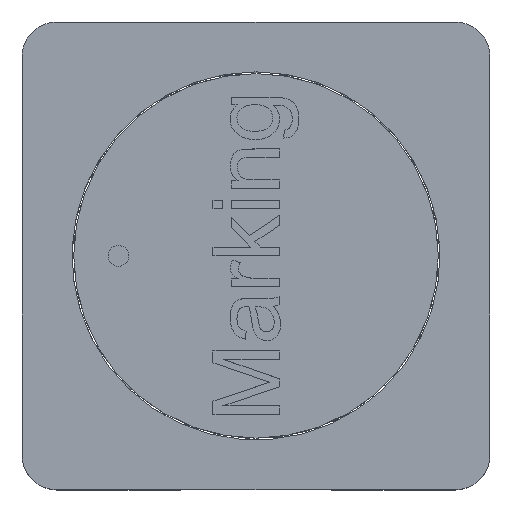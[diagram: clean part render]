
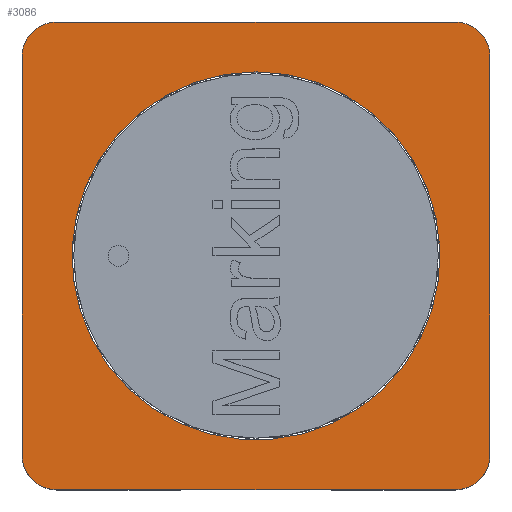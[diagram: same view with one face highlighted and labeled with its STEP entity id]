
A CAD part, top view. The second image highlights one B-rep face of the part: STEP entity #3086.
In plain terms, the highlighted planar face has unit normal (0, 0, 1).
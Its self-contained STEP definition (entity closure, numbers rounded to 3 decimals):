
#58=LINE('',#4359,#290);
#60=LINE('',#4362,#292);
#61=LINE('',#4366,#293);
#62=LINE('',#4367,#294);
#290=VECTOR('',#3457,1000.);
#292=VECTOR('',#3461,1000.);
#293=VECTOR('',#3466,1000.);
#294=VECTOR('',#3467,1000.);
#514=PLANE('',#3243);
#687=ORIENTED_EDGE('',*,*,#1278,.T.);
#688=ORIENTED_EDGE('',*,*,#1281,.T.);
#689=ORIENTED_EDGE('',*,*,#1282,.T.);
#690=ORIENTED_EDGE('',*,*,#1264,.T.);
#691=ORIENTED_EDGE('',*,*,#1283,.T.);
#692=ORIENTED_EDGE('',*,*,#1260,.T.);
#693=ORIENTED_EDGE('',*,*,#1280,.T.);
#694=ORIENTED_EDGE('',*,*,#1256,.T.);
#695=ORIENTED_EDGE('',*,*,#1265,.T.);
#1256=EDGE_CURVE('',#1558,#1560,#1762,.T.);
#1260=EDGE_CURVE('',#1562,#1564,#1764,.T.);
#1264=EDGE_CURVE('',#1566,#1568,#1766,.T.);
#1265=EDGE_CURVE('',#1569,#1569,#1767,.T.);
#1278=EDGE_CURVE('',#1560,#1578,#58,.T.);
#1280=EDGE_CURVE('',#1564,#1558,#60,.T.);
#1281=EDGE_CURVE('',#1578,#1579,#1770,.T.);
#1282=EDGE_CURVE('',#1579,#1566,#61,.T.);
#1283=EDGE_CURVE('',#1568,#1562,#62,.T.);
#1558=VERTEX_POINT('',#4304);
#1560=VERTEX_POINT('',#4308);
#1562=VERTEX_POINT('',#4313);
#1564=VERTEX_POINT('',#4317);
#1566=VERTEX_POINT('',#4322);
#1568=VERTEX_POINT('',#4326);
#1569=VERTEX_POINT('',#4330);
#1578=VERTEX_POINT('',#4358);
#1579=VERTEX_POINT('',#4365);
#1762=CIRCLE('',#3230,0.5);
#1764=CIRCLE('',#3233,0.5);
#1766=CIRCLE('',#3236,0.5);
#1767=CIRCLE('',#3238,2.675);
#1770=CIRCLE('',#3244,0.5);
#1821=EDGE_LOOP('',(#687,#688,#689,#690,#691,#692,#693,#694));
#1822=EDGE_LOOP('',(#695));
#1988=FACE_BOUND('',#1821,.T.);
#1989=FACE_BOUND('',#1822,.T.);
#3086=ADVANCED_FACE('',(#1988,#1989),#514,.T.);
#3230=AXIS2_PLACEMENT_3D('',#4309,#3420,#3421);
#3233=AXIS2_PLACEMENT_3D('',#4318,#3428,#3429);
#3236=AXIS2_PLACEMENT_3D('',#4327,#3436,#3437);
#3238=AXIS2_PLACEMENT_3D('',#4329,#3440,#3441);
#3243=AXIS2_PLACEMENT_3D('',#4363,#3462,#3463);
#3244=AXIS2_PLACEMENT_3D('',#4364,#3464,#3465);
#3420=DIRECTION('',(0.,0.,1.));
#3421=DIRECTION('',(1.,0.,0.));
#3428=DIRECTION('',(0.,0.,1.));
#3429=DIRECTION('',(1.,0.,0.));
#3436=DIRECTION('',(0.,0.,1.));
#3437=DIRECTION('',(1.,0.,0.));
#3440=DIRECTION('',(0.,0.,-1.));
#3441=DIRECTION('',(0.,1.,0.));
#3457=DIRECTION('',(-1.,0.,0.));
#3461=DIRECTION('',(0.,1.,0.));
#3462=DIRECTION('',(0.,0.,1.));
#3463=DIRECTION('',(1.,0.,0.));
#3464=DIRECTION('',(0.,0.,1.));
#3465=DIRECTION('',(1.,0.,0.));
#3466=DIRECTION('',(0.,-1.,0.));
#3467=DIRECTION('',(1.,0.,0.));
#4304=CARTESIAN_POINT('',(3.4,2.9,0.));
#4308=CARTESIAN_POINT('',(2.9,3.4,0.));
#4309=CARTESIAN_POINT('',(2.9,2.9,0.));
#4313=CARTESIAN_POINT('',(2.9,-3.4,0.));
#4317=CARTESIAN_POINT('',(3.4,-2.9,0.));
#4318=CARTESIAN_POINT('',(2.9,-2.9,0.));
#4322=CARTESIAN_POINT('',(-3.4,-2.9,0.));
#4326=CARTESIAN_POINT('',(-2.9,-3.4,0.));
#4327=CARTESIAN_POINT('',(-2.9,-2.9,0.));
#4329=CARTESIAN_POINT('',(0.,0.,0.));
#4330=CARTESIAN_POINT('',(0.,2.675,0.));
#4358=CARTESIAN_POINT('',(-2.9,3.4,0.));
#4359=CARTESIAN_POINT('',(3.4,3.4,0.));
#4362=CARTESIAN_POINT('',(3.4,-3.4,0.));
#4363=CARTESIAN_POINT('',(-3.4,-3.4,0.));
#4364=CARTESIAN_POINT('',(-2.9,2.9,0.));
#4365=CARTESIAN_POINT('',(-3.4,2.9,0.));
#4366=CARTESIAN_POINT('',(-3.4,3.4,0.));
#4367=CARTESIAN_POINT('',(-3.4,-3.4,0.));
